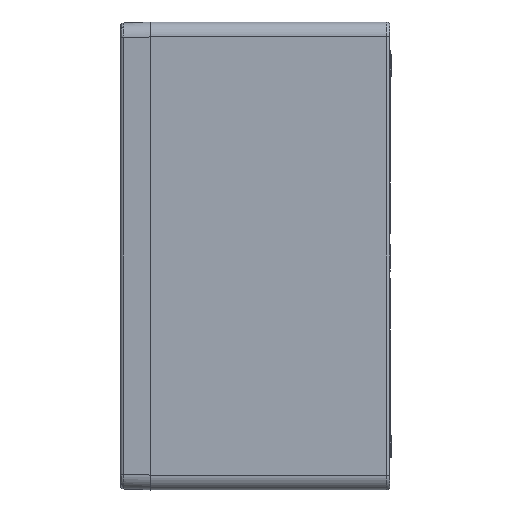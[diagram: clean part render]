
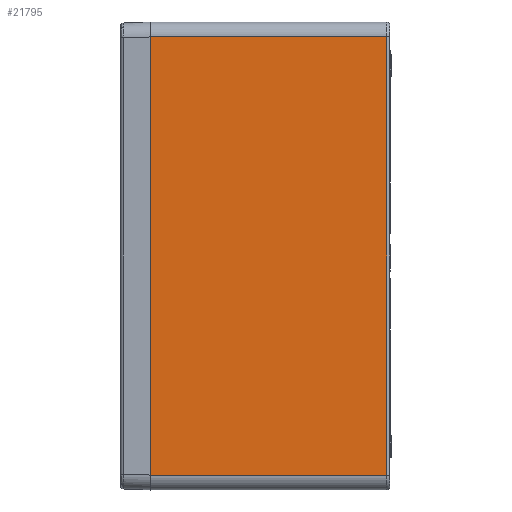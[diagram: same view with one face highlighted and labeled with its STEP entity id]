
A CAD part, left-side view. The second image highlights one B-rep face of the part: STEP entity #21795.
In plain terms, the highlighted planar face has unit normal (-1, 0, 0).
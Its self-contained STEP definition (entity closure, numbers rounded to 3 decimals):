
#1027 = EDGE_CURVE ( 'NONE', #42148, #42150, #39576, .T. ) ;
#1041 = EDGE_CURVE ( 'NONE', #42161, #42162, #39579, .T. ) ;
#1042 = EDGE_CURVE ( 'NONE', #42148, #42161, #39580, .T. ) ;
#1043 = EDGE_CURVE ( 'NONE', #42162, #42150, #39581, .T. ) ;
#9074 = FACE_OUTER_BOUND ( 'NONE', #39382, .T. ) ;
#14241 = CARTESIAN_POINT ( 'NONE',  ( -202., 0., -156.5 ) ) ;
#14243 = DIRECTION ( 'NONE',  ( 0., 0., 1. ) ) ;
#14320 = CARTESIAN_POINT ( 'NONE',  ( -202., -158., 146.5 ) ) ;
#14322 = DIRECTION ( 'NONE',  ( 0., 0., 1. ) ) ;
#14324 = CARTESIAN_POINT ( 'NONE',  ( -202., -160., -146.5 ) ) ;
#14326 = DIRECTION ( 'NONE',  ( 0., -1., 0. ) ) ;
#14329 = CARTESIAN_POINT ( 'NONE',  ( -202., -160., 146.5 ) ) ;
#14330 = DIRECTION ( 'NONE',  ( 0., 1., 0. ) ) ;
#17456 = CARTESIAN_POINT ( 'NONE',  ( -202., 0., -146.5 ) ) ;
#17457 = CARTESIAN_POINT ( 'NONE',  ( -202., 0., 146.5 ) ) ;
#17462 = CARTESIAN_POINT ( 'NONE',  ( -202., -158., -146.5 ) ) ;
#17463 = CARTESIAN_POINT ( 'NONE',  ( -202., -158., 146.5 ) ) ;
#21795 = ADVANCED_FACE ( 'NONE', ( #9074 ), #31635, .T. ) ;
#31635 = PLANE ( 'NONE',  #53690 ) ;
#31636 = CARTESIAN_POINT ( 'NONE',  ( -202., -160., -156.5 ) ) ;
#31637 = DIRECTION ( 'NONE',  ( -1., 0., 0. ) ) ;
#31638 = DIRECTION ( 'NONE',  ( 0., 0., 1. ) ) ;
#39382 = EDGE_LOOP ( 'NONE', ( #62658, #62668, #62667, #62669 ) ) ;
#39576 = LINE ( 'NONE', #14241, #50620 ) ;
#39579 = LINE ( 'NONE', #14320, #50641 ) ;
#39580 = LINE ( 'NONE', #14324, #50642 ) ;
#39581 = LINE ( 'NONE', #14329, #50643 ) ;
#42148 = VERTEX_POINT ( 'NONE', #17456 ) ;
#42150 = VERTEX_POINT ( 'NONE', #17457 ) ;
#42161 = VERTEX_POINT ( 'NONE', #17462 ) ;
#42162 = VERTEX_POINT ( 'NONE', #17463 ) ;
#50620 = VECTOR ( 'NONE', #14243, 1000. ) ;
#50641 = VECTOR ( 'NONE', #14322, 1000. ) ;
#50642 = VECTOR ( 'NONE', #14326, 1000. ) ;
#50643 = VECTOR ( 'NONE', #14330, 1000. ) ;
#53690 = AXIS2_PLACEMENT_3D ( 'NONE', #31636, #31637, #31638 ) ;
#62658 = ORIENTED_EDGE ( 'NONE', *, *, #1042, .T. ) ;
#62667 = ORIENTED_EDGE ( 'NONE', *, *, #1043, .T. ) ;
#62668 = ORIENTED_EDGE ( 'NONE', *, *, #1041, .T. ) ;
#62669 = ORIENTED_EDGE ( 'NONE', *, *, #1027, .F. ) ;
